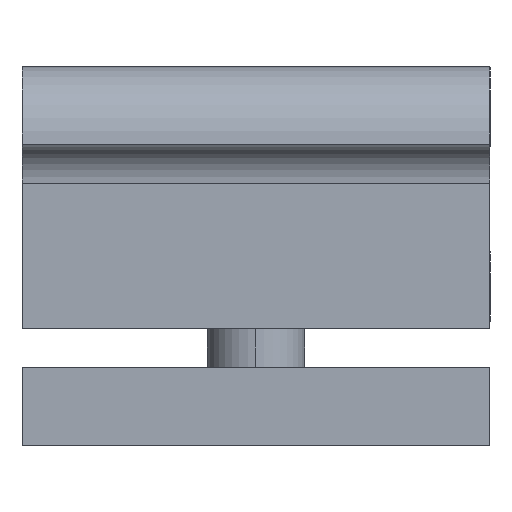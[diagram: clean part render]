
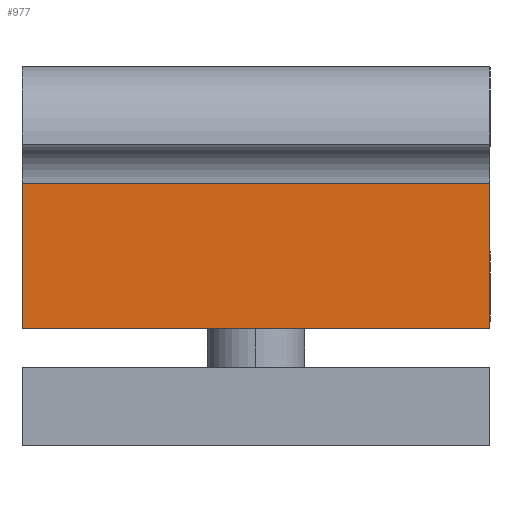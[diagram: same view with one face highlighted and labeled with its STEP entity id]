
A CAD part, front view. The second image highlights one B-rep face of the part: STEP entity #977.
In plain terms, the highlighted planar face has unit normal (0, -1, 0).
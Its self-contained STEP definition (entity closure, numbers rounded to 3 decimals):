
#919=CARTESIAN_POINT('',(-0.75,0.751,-0.125));
#920=VERTEX_POINT('',#919);
#928=CARTESIAN_POINT('',(0.75,0.751,-0.125));
#929=VERTEX_POINT('',#928);
#930=CARTESIAN_POINT('',(0.75,0.751,-0.125));
#931=DIRECTION('',(-1.0,0.0,0.0));
#932=VECTOR('',#931,1.5);
#933=LINE('',#930,#932);
#934=EDGE_CURVE('',#929,#920,#933,.T.);
#947=CARTESIAN_POINT('',(0.75,0.751,-0.125));
#948=DIRECTION('',(0.0,-1.0,0.0));
#949=DIRECTION('',(0.0,0.0,-1.0));
#950=AXIS2_PLACEMENT_3D('',#947,#948,#949);
#951=PLANE('',#950);
#952=CARTESIAN_POINT('',(-0.75,0.751,-0.59));
#953=VERTEX_POINT('',#952);
#954=CARTESIAN_POINT('',(-0.75,0.751,-0.125));
#955=DIRECTION('',(0.0,0.0,-1.0));
#956=VECTOR('',#955,0.465);
#957=LINE('',#954,#956);
#958=EDGE_CURVE('',#920,#953,#957,.T.);
#959=ORIENTED_EDGE('',*,*,#958,.T.);
#960=CARTESIAN_POINT('',(0.75,0.751,-0.59));
#961=VERTEX_POINT('',#960);
#962=CARTESIAN_POINT('',(0.75,0.751,-0.59));
#963=DIRECTION('',(-1.0,0.0,0.0));
#964=VECTOR('',#963,1.5);
#965=LINE('',#962,#964);
#966=EDGE_CURVE('',#961,#953,#965,.T.);
#967=ORIENTED_EDGE('',*,*,#966,.F.);
#968=CARTESIAN_POINT('',(0.75,0.751,-0.59));
#969=DIRECTION('',(0.0,0.0,1.0));
#970=VECTOR('',#969,0.465);
#971=LINE('',#968,#970);
#972=EDGE_CURVE('',#961,#929,#971,.T.);
#973=ORIENTED_EDGE('',*,*,#972,.T.);
#974=ORIENTED_EDGE('',*,*,#934,.T.);
#975=EDGE_LOOP('',(#959,#967,#973,#974));
#976=FACE_OUTER_BOUND('',#975,.T.);
#977=ADVANCED_FACE('',(#976),#951,.T.);
